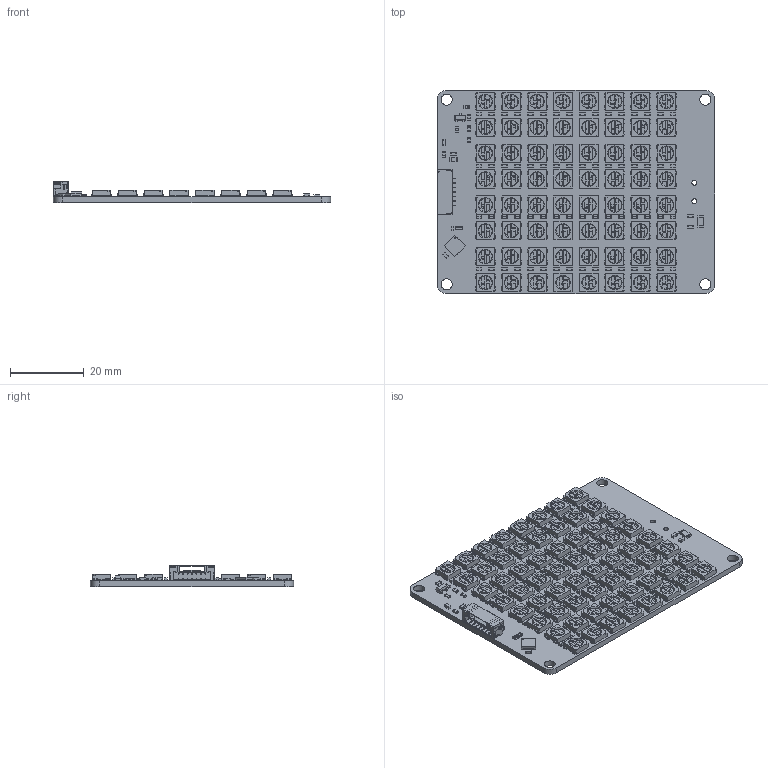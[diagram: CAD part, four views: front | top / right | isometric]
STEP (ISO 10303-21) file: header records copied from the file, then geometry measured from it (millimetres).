
FILE_DESCRIPTION(('FreeCAD Model'),'2;1');
FILE_NAME('rgb-led-matrix.step', '2017-11-23T10:53:45',('kicad StepUp'),('ksu MCAD'), 'Open CASCADE STEP processor 6.8','FreeCAD','Unknown');
FILE_SCHEMA(('AUTOMOTIVE_DESIGN_CC2 { 1 2 10303 214 -1 1 5 4 }'));
Length unit declared in the file: millimetre
Products named in the file (147): Pcb; QFN-24_4x4mm_Pitch0.5mm_; BrickletConn_7pin_; SOT23_; C_0603_; C_0603_001; C_0805_; C_0603_002; C_0603_003; C_0603_004; C_0603_005; C_0603_006; C_0603_007; C_0603_008; C_0603_009; C_0603_010; C_0603_011; C_0603_012; C_0603_013; C_0603_014; C_0603_015; C_0603_016; C_0603_017; C_0603_018; C_0603_019; C_0603_020; C_0603_021; C_0603_022; C_0603_023; C_0603_024; C_0603_025; C_0603_026; C_0603_027; C_0603_028; C_0603_029; C_0603_030; C_0603_031; C_0603_032; C_0603_033; C_0603_034 ...
Bounding box: 75 x 55 x 5.7 mm (x, y, z)
Volume: 8844.9 mm3; surface area: 15312.2 mm2
Topology: 147 solids, 147 shells, 7277 faces, 20669 edges, 13986 vertices
Faces by surface type: plane 5355, cylinder 1858, cone 64
Full cylindrical faces by diameter (mm): 1.146 x64, 1.3 x2, 3 x4, 3.894 x64
Entity records: 289239 total; most frequent: CARTESIAN_POINT 42061, ORIENTED_EDGE 41338, DIRECTION 40093, EDGE_CURVE 20669, LINE 15545, VECTOR 15545, VERTEX_POINT 13986, AXIS2_PLACEMENT_3D 12274
